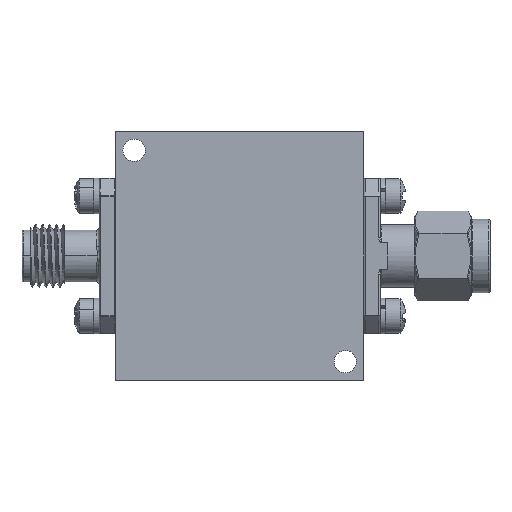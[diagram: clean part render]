
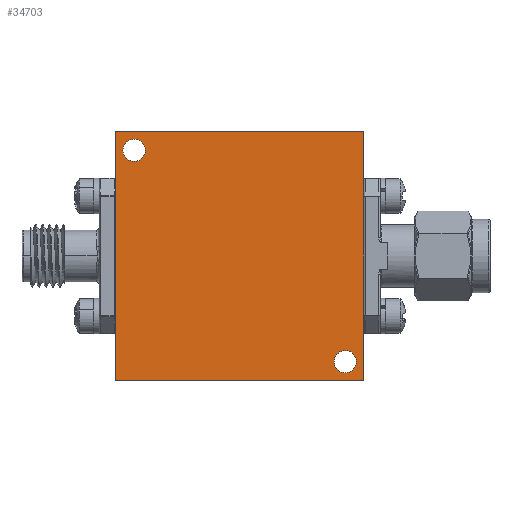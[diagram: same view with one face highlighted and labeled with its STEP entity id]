
A CAD part, front view. The second image highlights one B-rep face of the part: STEP entity #34703.
In plain terms, the highlighted planar face has unit normal (0, -1, 0).
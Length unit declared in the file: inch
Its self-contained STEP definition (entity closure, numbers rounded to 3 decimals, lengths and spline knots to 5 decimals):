
#42 = EDGE_LOOP ( 'NONE', ( #12287, #7929 ) ) ;
#2648 = LINE ( 'NONE', #26642, #34630 ) ;
#2999 = DIRECTION ( 'NONE',  ( 0., 0., 1. ) ) ;
#3310 = VERTEX_POINT ( 'NONE', #17286 ) ;
#3505 = FACE_BOUND ( 'NONE', #23098, .T. ) ;
#3656 = EDGE_CURVE ( 'NONE', #7723, #3310, #19227, .T. ) ;
#4661 = DIRECTION ( 'NONE',  ( 0., 0., 1. ) ) ;
#4968 = DIRECTION ( 'NONE',  ( 0., 0., 1. ) ) ;
#5385 = VERTEX_POINT ( 'NONE', #24054 ) ;
#5722 = CARTESIAN_POINT ( 'NONE',  ( -0.498, 0., 0.498 ) ) ;
#5749 = LINE ( 'NONE', #29943, #25738 ) ;
#6017 = CIRCLE ( 'NONE', #24867, 0.0445 ) ;
#6059 = FACE_BOUND ( 'NONE', #42, .T. ) ;
#7246 = VERTEX_POINT ( 'NONE', #32620 ) ;
#7723 = VERTEX_POINT ( 'NONE', #33158 ) ;
#7925 = CARTESIAN_POINT ( 'NONE',  ( 0.4235, 0., -0.4235 ) ) ;
#7929 = ORIENTED_EDGE ( 'NONE', *, *, #3656, .T. ) ;
#9009 = DIRECTION ( 'NONE',  ( 0., -1., 0. ) ) ;
#9492 = EDGE_CURVE ( 'NONE', #17984, #5385, #36576, .T. ) ;
#9533 = VERTEX_POINT ( 'NONE', #30157 ) ;
#9609 = VERTEX_POINT ( 'NONE', #28568 ) ;
#9674 = LINE ( 'NONE', #18730, #20712 ) ;
#10457 = CIRCLE ( 'NONE', #28025, 0.0445 ) ;
#11686 = DIRECTION ( 'NONE',  ( -1., 0., 0. ) ) ;
#12253 = DIRECTION ( 'NONE',  ( 0., 1., 0. ) ) ;
#12287 = ORIENTED_EDGE ( 'NONE', *, *, #25733, .T. ) ;
#12543 = PLANE ( 'NONE',  #29620 ) ;
#13117 = CARTESIAN_POINT ( 'NONE',  ( -0.4235, 0., 0.4235 ) ) ;
#13208 = EDGE_CURVE ( 'NONE', #7246, #31860, #2648, .T. ) ;
#15781 = DIRECTION ( 'NONE',  ( 0., 0., -1. ) ) ;
#17277 = EDGE_CURVE ( 'NONE', #9609, #7246, #9674, .T. ) ;
#17286 = CARTESIAN_POINT ( 'NONE',  ( -0.4235, 0., 0.468 ) ) ;
#17984 = VERTEX_POINT ( 'NONE', #28684 ) ;
#18687 = ORIENTED_EDGE ( 'NONE', *, *, #17277, .F. ) ;
#18730 = CARTESIAN_POINT ( 'NONE',  ( 0.498, 0., 0.498 ) ) ;
#19227 = CIRCLE ( 'NONE', #31159, 0.0445 ) ;
#19633 = AXIS2_PLACEMENT_3D ( 'NONE', #36645, #12253, #30357 ) ;
#20669 = LINE ( 'NONE', #5722, #22183 ) ;
#20712 = VECTOR ( 'NONE', #15781, 39.37008 ) ;
#20815 = CARTESIAN_POINT ( 'NONE',  ( 0., 0., 0. ) ) ;
#21770 = CARTESIAN_POINT ( 'NONE',  ( -0.4235, 0., 0.4235 ) ) ;
#22183 = VECTOR ( 'NONE', #30103, 39.37008 ) ;
#23098 = EDGE_LOOP ( 'NONE', ( #25805, #30934 ) ) ;
#23987 = EDGE_CURVE ( 'NONE', #5385, #17984, #6017, .T. ) ;
#24054 = CARTESIAN_POINT ( 'NONE',  ( 0.4235, 0., -0.468 ) ) ;
#24722 = DIRECTION ( 'NONE',  ( 0., 1., 0. ) ) ;
#24867 = AXIS2_PLACEMENT_3D ( 'NONE', #7925, #26207, #4968 ) ;
#25733 = EDGE_CURVE ( 'NONE', #3310, #7723, #10457, .T. ) ;
#25738 = VECTOR ( 'NONE', #2999, 39.37008 ) ;
#25805 = ORIENTED_EDGE ( 'NONE', *, *, #9492, .T. ) ;
#26207 = DIRECTION ( 'NONE',  ( 0., 1., 0. ) ) ;
#26372 = ORIENTED_EDGE ( 'NONE', *, *, #31085, .F. ) ;
#26642 = CARTESIAN_POINT ( 'NONE',  ( -0.498, 0., -0.498 ) ) ;
#27290 = DIRECTION ( 'NONE',  ( 0., 0., 1. ) ) ;
#27299 = ORIENTED_EDGE ( 'NONE', *, *, #38755, .F. ) ;
#27554 = ORIENTED_EDGE ( 'NONE', *, *, #13208, .F. ) ;
#28025 = AXIS2_PLACEMENT_3D ( 'NONE', #21770, #24722, #27290 ) ;
#28568 = CARTESIAN_POINT ( 'NONE',  ( 0.498, 0., 0.498 ) ) ;
#28684 = CARTESIAN_POINT ( 'NONE',  ( 0.4235, 0., -0.379 ) ) ;
#29620 = AXIS2_PLACEMENT_3D ( 'NONE', #20815, #9009, #30449 ) ;
#29943 = CARTESIAN_POINT ( 'NONE',  ( -0.498, 0., 0.498 ) ) ;
#30103 = DIRECTION ( 'NONE',  ( 1., 0., 0. ) ) ;
#30157 = CARTESIAN_POINT ( 'NONE',  ( -0.498, 0., 0.498 ) ) ;
#30357 = DIRECTION ( 'NONE',  ( 0., 0., 1. ) ) ;
#30449 = DIRECTION ( 'NONE',  ( 0., 0., -1. ) ) ;
#30934 = ORIENTED_EDGE ( 'NONE', *, *, #23987, .T. ) ;
#31085 = EDGE_CURVE ( 'NONE', #31860, #9533, #5749, .T. ) ;
#31159 = AXIS2_PLACEMENT_3D ( 'NONE', #13117, #34359, #4661 ) ;
#31860 = VERTEX_POINT ( 'NONE', #37061 ) ;
#31938 = EDGE_LOOP ( 'NONE', ( #18687, #27299, #26372, #27554 ) ) ;
#32620 = CARTESIAN_POINT ( 'NONE',  ( 0.498, 0., -0.498 ) ) ;
#33158 = CARTESIAN_POINT ( 'NONE',  ( -0.4235, 0., 0.379 ) ) ;
#34359 = DIRECTION ( 'NONE',  ( 0., 1., 0. ) ) ;
#34630 = VECTOR ( 'NONE', #11686, 39.37008 ) ;
#34703 = ADVANCED_FACE ( 'NONE', ( #3505, #35759, #6059 ), #12543, .T. ) ;
#35759 = FACE_OUTER_BOUND ( 'NONE', #31938, .T. ) ;
#36576 = CIRCLE ( 'NONE', #19633, 0.0445 ) ;
#36645 = CARTESIAN_POINT ( 'NONE',  ( 0.4235, 0., -0.4235 ) ) ;
#37061 = CARTESIAN_POINT ( 'NONE',  ( -0.498, 0., -0.498 ) ) ;
#38755 = EDGE_CURVE ( 'NONE', #9533, #9609, #20669, .T. ) ;
